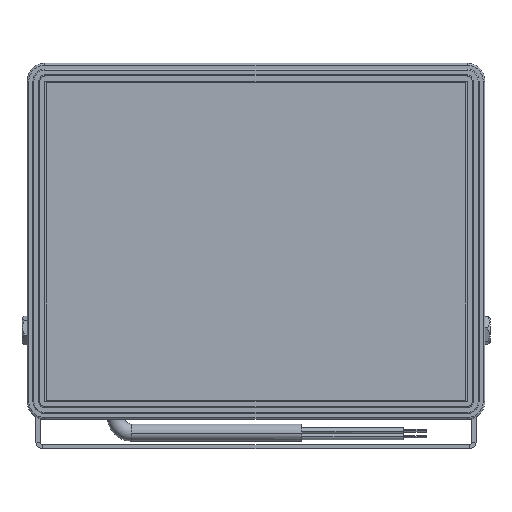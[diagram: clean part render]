
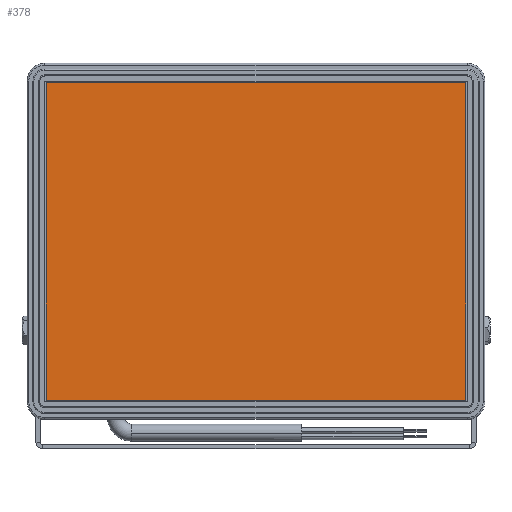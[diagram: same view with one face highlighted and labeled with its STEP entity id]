
A CAD part, top view. The second image highlights one B-rep face of the part: STEP entity #378.
In plain terms, the highlighted face is planar.
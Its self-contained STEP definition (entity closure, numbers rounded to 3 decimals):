
#378 = ADVANCED_FACE ( 'NONE', ( #23555 ), #32228, .F. ) ;
#452 = LINE ( 'NONE', #20873, #24240 ) ;
#886 = DIRECTION ( 'NONE',  ( 0., 0., -1. ) ) ;
#1838 = CARTESIAN_POINT ( 'NONE',  ( -82.5, 29.2, -62.5 ) ) ;
#2762 = DIRECTION ( 'NONE',  ( 0., 0., -1. ) ) ;
#3507 = EDGE_CURVE ( 'NONE', #33522, #3926, #20293, .T. ) ;
#3595 = EDGE_CURVE ( 'NONE', #22671, #33522, #452, .T. ) ;
#3926 = VERTEX_POINT ( 'NONE', #20247 ) ;
#5124 = EDGE_CURVE ( 'NONE', #3926, #22489, #35479, .T. ) ;
#7875 = AXIS2_PLACEMENT_3D ( 'NONE', #17022, #17389, #2762 ) ;
#8418 = EDGE_CURVE ( 'NONE', #22489, #22671, #30732, .T. ) ;
#8895 = VECTOR ( 'NONE', #28962, 1000. ) ;
#9698 = DIRECTION ( 'NONE',  ( 1., 0., 0. ) ) ;
#11260 = CARTESIAN_POINT ( 'NONE',  ( 82.5, 29.2, 62.5 ) ) ;
#15435 = EDGE_LOOP ( 'NONE', ( #15449, #23082, #23144, #22341 ) ) ;
#15449 = ORIENTED_EDGE ( 'NONE', *, *, #3507, .F. ) ;
#17022 = CARTESIAN_POINT ( 'NONE',  ( 0., 29.2, 0. ) ) ;
#17389 = DIRECTION ( 'NONE',  ( 0., -1., 0. ) ) ;
#20247 = CARTESIAN_POINT ( 'NONE',  ( 82.5, 29.2, 62.5 ) ) ;
#20293 = LINE ( 'NONE', #11260, #8895 ) ;
#20609 = VECTOR ( 'NONE', #886, 1000. ) ;
#20873 = CARTESIAN_POINT ( 'NONE',  ( 82.5, 29.2, -62.5 ) ) ;
#22341 = ORIENTED_EDGE ( 'NONE', *, *, #5124, .F. ) ;
#22489 = VERTEX_POINT ( 'NONE', #29234 ) ;
#22671 = VERTEX_POINT ( 'NONE', #1838 ) ;
#23082 = ORIENTED_EDGE ( 'NONE', *, *, #3595, .F. ) ;
#23144 = ORIENTED_EDGE ( 'NONE', *, *, #8418, .F. ) ;
#23555 = FACE_OUTER_BOUND ( 'NONE', #15435, .T. ) ;
#24240 = VECTOR ( 'NONE', #9698, 1000. ) ;
#27709 = VECTOR ( 'NONE', #35283, 1000. ) ;
#28500 = CARTESIAN_POINT ( 'NONE',  ( 82.5, 29.2, -62.5 ) ) ;
#28962 = DIRECTION ( 'NONE',  ( 0., 0., 1. ) ) ;
#29234 = CARTESIAN_POINT ( 'NONE',  ( -82.5, 29.2, 62.5 ) ) ;
#29687 = CARTESIAN_POINT ( 'NONE',  ( -82.5, 29.2, 62.5 ) ) ;
#30349 = CARTESIAN_POINT ( 'NONE',  ( -82.5, 29.2, -62.5 ) ) ;
#30732 = LINE ( 'NONE', #30349, #20609 ) ;
#32228 = PLANE ( 'NONE',  #7875 ) ;
#33522 = VERTEX_POINT ( 'NONE', #28500 ) ;
#35283 = DIRECTION ( 'NONE',  ( -1., 0., 0. ) ) ;
#35479 = LINE ( 'NONE', #29687, #27709 ) ;
